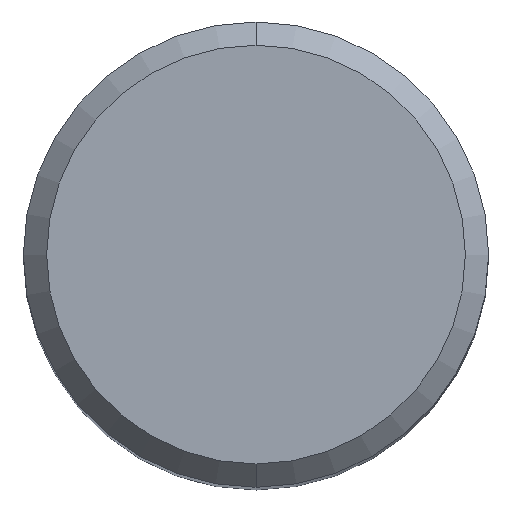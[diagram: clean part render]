
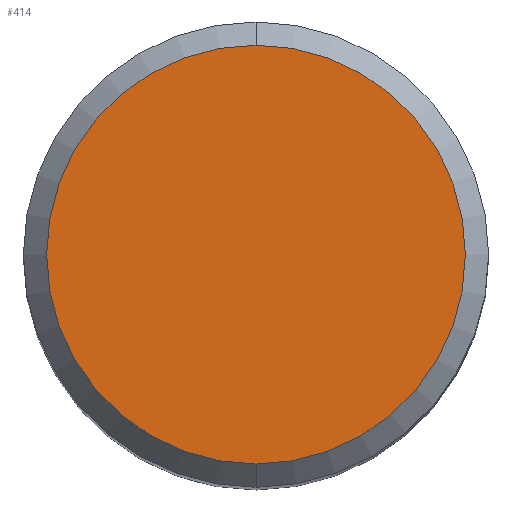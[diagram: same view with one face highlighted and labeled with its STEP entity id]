
A CAD part, top view. The second image highlights one B-rep face of the part: STEP entity #414.
In plain terms, the highlighted planar face has unit normal (0, 0, 1).
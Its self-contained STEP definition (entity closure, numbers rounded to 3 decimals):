
#414=ADVANCED_FACE('',(#1052),#1053,.T.);
#562=EDGE_CURVE('',#668,#614,#1215,.T.);
#614=VERTEX_POINT('',#1273);
#668=VERTEX_POINT('',#1333);
#902=EDGE_CURVE('',#614,#668,#1585,.T.);
#1052=FACE_OUTER_BOUND('',#2013,.T.);
#1053=PLANE('',#2014);
#1215=CIRCLE('',#2899,9.0);
#1273=CARTESIAN_POINT('',(0.0,9.0,0.0));
#1333=CARTESIAN_POINT('',(0.,-9.0,0.0));
#1585=CIRCLE('',#10329,9.0);
#2013=EDGE_LOOP('',(#10625,#10626));
#2014=AXIS2_PLACEMENT_3D('',#10627,#10628,#10629);
#2899=AXIS2_PLACEMENT_3D('',#10784,#10785,#10786);
#10329=AXIS2_PLACEMENT_3D('',#11175,#11176,#11177);
#10625=ORIENTED_EDGE('',*,*,#902,.F.);
#10626=ORIENTED_EDGE('',*,*,#562,.F.);
#10627=CARTESIAN_POINT('',(0.0,4.5,0.0));
#10628=DIRECTION('',(-0.0,0.0,1.0));
#10629=DIRECTION('',(0.0,-1.0,0.0));
#10784=CARTESIAN_POINT('',(0.0,0.0,0.0));
#10785=DIRECTION('',(0.0,0.0,-1.0));
#10786=DIRECTION('',(0.0,1.0,0.0));
#11175=CARTESIAN_POINT('',(0.0,0.0,0.0));
#11176=DIRECTION('',(0.0,0.0,-1.0));
#11177=DIRECTION('',(0.0,1.0,0.0));
